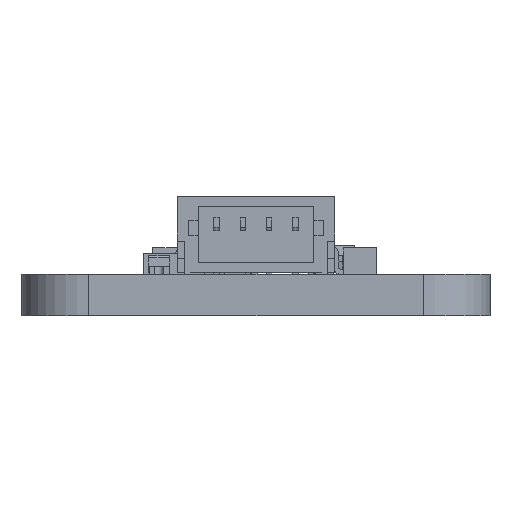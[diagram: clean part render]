
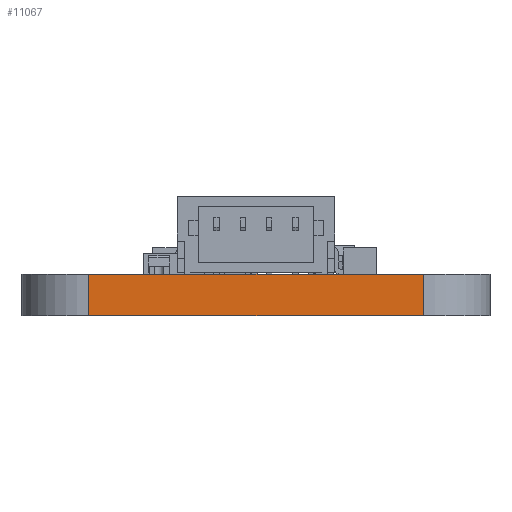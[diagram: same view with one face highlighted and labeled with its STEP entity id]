
A CAD part, left-side view. The second image highlights one B-rep face of the part: STEP entity #11067.
In plain terms, the highlighted planar face has unit normal (-1, 0, 0).
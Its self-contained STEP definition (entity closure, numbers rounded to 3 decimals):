
#191=PLANE('',#11837);
#682=FACE_OUTER_BOUND('',#1259,.T.);
#1259=EDGE_LOOP('',(#7489,#7490,#7491,#7492));
#1928=LINE('',#15815,#3237);
#1929=LINE('',#15818,#3238);
#1930=LINE('',#15820,#3239);
#1931=LINE('',#15821,#3240);
#3237=VECTOR('',#12852,10.);
#3238=VECTOR('',#12855,10.);
#3239=VECTOR('',#12856,10.);
#3240=VECTOR('',#12857,10.);
#4824=VERTEX_POINT('',#15811);
#4825=VERTEX_POINT('',#15813);
#4826=VERTEX_POINT('',#15817);
#4827=VERTEX_POINT('',#15819);
#5888=EDGE_CURVE('',#4824,#4825,#1928,.T.);
#5889=EDGE_CURVE('',#4826,#4824,#1929,.T.);
#5890=EDGE_CURVE('',#4827,#4825,#1930,.T.);
#5891=EDGE_CURVE('',#4826,#4827,#1931,.T.);
#7489=ORIENTED_EDGE('',*,*,#5889,.T.);
#7490=ORIENTED_EDGE('',*,*,#5888,.T.);
#7491=ORIENTED_EDGE('',*,*,#5890,.F.);
#7492=ORIENTED_EDGE('',*,*,#5891,.F.);
#11067=ADVANCED_FACE('',(#682),#191,.T.);
#11837=AXIS2_PLACEMENT_3D('',#15816,#12853,#12854);
#12852=DIRECTION('',(0.,0.,1.));
#12853=DIRECTION('center_axis',(-1.,0.,0.));
#12854=DIRECTION('ref_axis',(0.,-1.,0.));
#12855=DIRECTION('',(0.,-1.,0.));
#12856=DIRECTION('',(0.,-1.,0.));
#12857=DIRECTION('',(0.,0.,1.));
#15811=CARTESIAN_POINT('',(-4.953,-1.968,0.));
#15813=CARTESIAN_POINT('',(-4.953,-1.968,1.57));
#15815=CARTESIAN_POINT('',(-4.953,-1.968,0.));
#15816=CARTESIAN_POINT('Origin',(-4.953,10.732,0.));
#15817=CARTESIAN_POINT('',(-4.953,10.732,0.));
#15818=CARTESIAN_POINT('',(-4.953,10.732,0.));
#15819=CARTESIAN_POINT('',(-4.953,10.732,1.57));
#15820=CARTESIAN_POINT('',(-4.953,10.732,1.57));
#15821=CARTESIAN_POINT('',(-4.953,10.732,0.));
